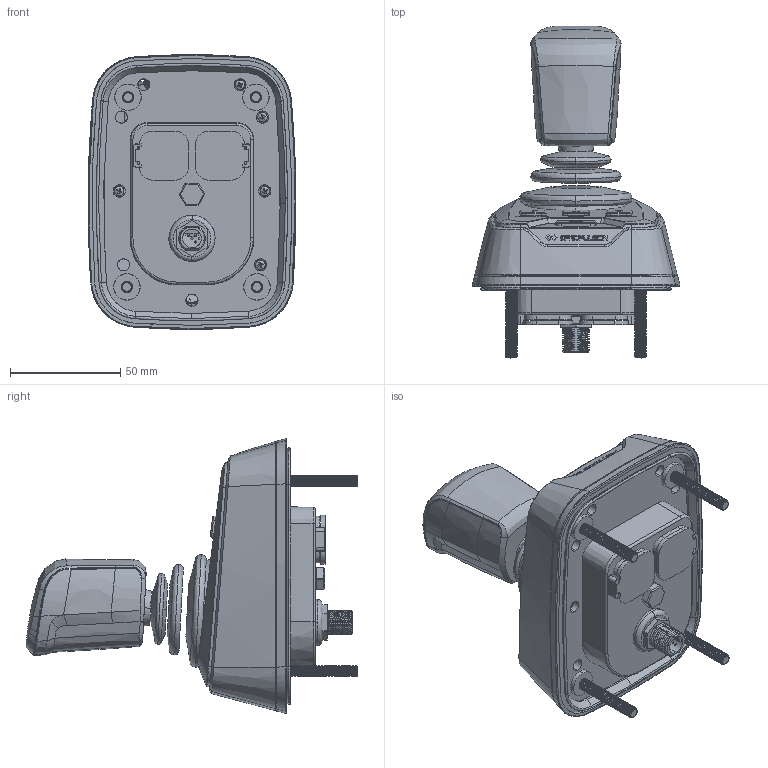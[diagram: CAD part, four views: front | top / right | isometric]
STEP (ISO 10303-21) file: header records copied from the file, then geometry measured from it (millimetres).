
FILE_DESCRIPTION (( 'STEP AP214' ), '1' );
FILE_NAME ('smc195b_0902cc.STEP', '2025-10-22T06:15:36', ( 'Windows 蚚誧' ), ( '' ), 'SwSTEP 2.0', 'SolidWorks 2021', '' );
FILE_SCHEMA (( 'AUTOMOTIVE_DESIGN' ));
Length unit declared in the file: millimetre
Products named in the file (1): smc195b_0902cc
Bounding box: 94.21 x 150.5 x 124.49 mm (x, y, z)
Surface area: 67147.2 mm2 (no closed solid volume)
Topology: 0 solids, 44 shells, 1179 faces, 4902 edges, 3741 vertices
Faces by surface type: cylinder 507, bspline 349, plane 175, cone 148
Entity records: 129277 total; most frequent: CARTESIAN_POINT 84640, ORIENTED_EDGE 7701, EDGE_CURVE 4901, VERTEX_POINT 3741, DIRECTION 3364, B_SPLINE_CURVE_WITH_KNOTS 3341, EDGE_LOOP 1291, VECTOR 1200
